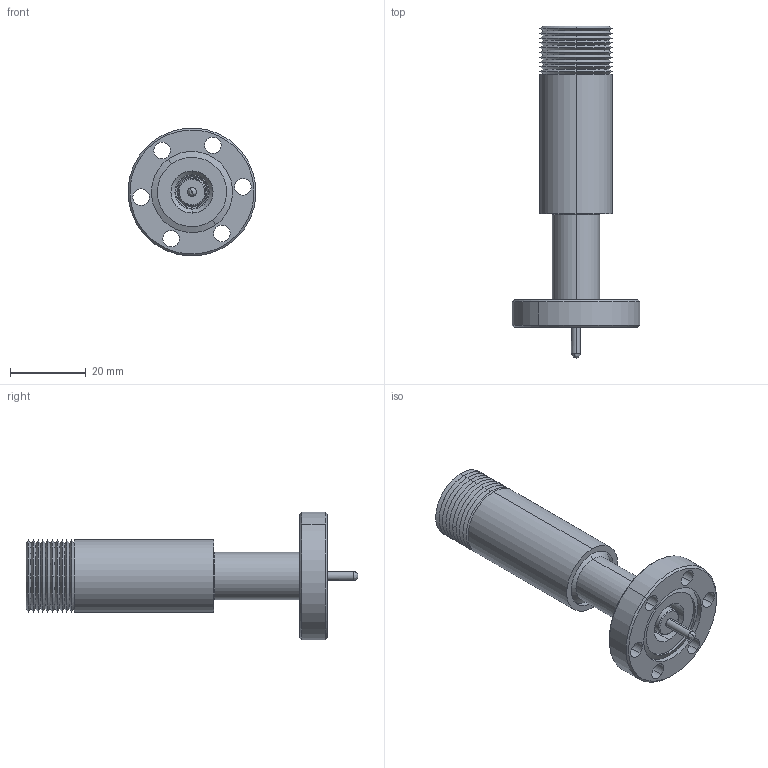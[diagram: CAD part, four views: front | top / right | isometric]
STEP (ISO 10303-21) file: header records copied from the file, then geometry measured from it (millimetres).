
FILE_DESCRIPTION (( 'STEP AP203' ), '1' );
FILE_NAME ('A1051-1-CF.STEP', '2011-10-18T12:48:52', ( '' ), ( '' ), 'SwSTEP 2.0', 'SolidWorks 2011', '' );
FILE_SCHEMA (( 'CONFIG_CONTROL_DESIGN' ));
Length unit declared in the file: inch
Products named in the file (1): A1051-1-CF
Bounding box: 33.69 x 87.6 x 33.69 mm (x, y, z)
Volume: 13329 mm3; surface area: 13563.7 mm2
Topology: 1 solids, 1 shells, 153 faces, 342 edges, 208 vertices
Faces by surface type: cone 64, cylinder 60, plane 19, bspline 10
Entity records: 4499 total; most frequent: CARTESIAN_POINT 878, DIRECTION 832, ORIENTED_EDGE 684, AXIS2_PLACEMENT_3D 354, EDGE_CURVE 342, CIRCLE 210, VERTEX_POINT 208, EDGE_LOOP 182
